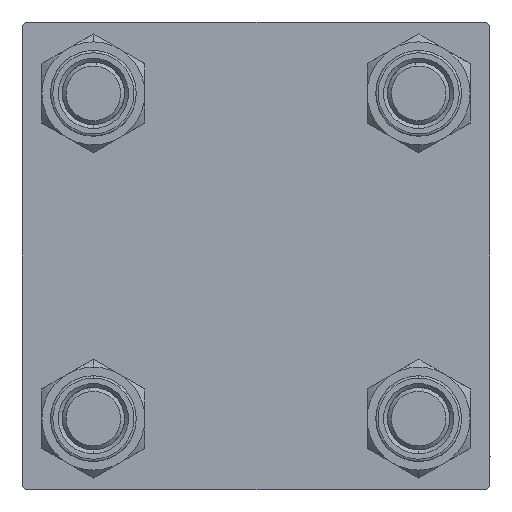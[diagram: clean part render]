
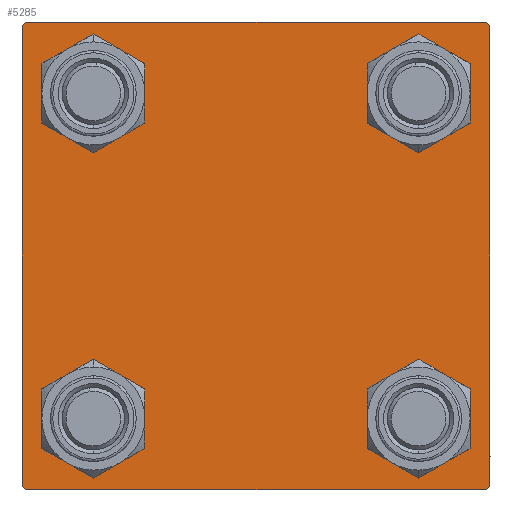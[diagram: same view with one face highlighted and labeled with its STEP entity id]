
A CAD part, left-side view. The second image highlights one B-rep face of the part: STEP entity #5285.
In plain terms, the highlighted planar face has unit normal (-1, 0, 0).
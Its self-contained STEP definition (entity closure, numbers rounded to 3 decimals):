
#713 = ORIENTED_EDGE ( 'NONE', *, *, #46329, .T. ) ;
#1022 = DIRECTION ( 'NONE',  ( 1., 0., 0. ) ) ;
#1447 = DIRECTION ( 'NONE',  ( 1., 0., 0. ) ) ;
#1811 = DIRECTION ( 'NONE',  ( 0., 0., 1. ) ) ;
#1882 = AXIS2_PLACEMENT_3D ( 'NONE', #37285, #22480, #30152 ) ;
#2881 = EDGE_CURVE ( 'NONE', #44803, #40456, #17244, .T. ) ;
#2962 = VERTEX_POINT ( 'NONE', #16752 ) ;
#3132 = CARTESIAN_POINT ( 'NONE',  ( 0., 20.85, -25.35 ) ) ;
#3690 = DIRECTION ( 'NONE',  ( 0., 0., 1. ) ) ;
#4381 = CARTESIAN_POINT ( 'NONE',  ( 0., -30., 30. ) ) ;
#4556 = CARTESIAN_POINT ( 'NONE',  ( 0., -20.85, 16.35 ) ) ;
#4918 = DIRECTION ( 'NONE',  ( 0., 0., 1. ) ) ;
#5285 = ADVANCED_FACE ( 'NONE', ( #17695, #41137, #14156, #33506, #29680 ), #45216, .T. ) ;
#5874 = DIRECTION ( 'NONE',  ( 1., 0., 0. ) ) ;
#6609 = ORIENTED_EDGE ( 'NONE', *, *, #2881, .T. ) ;
#6962 = DIRECTION ( 'NONE',  ( 0., 0., 1. ) ) ;
#7673 = VERTEX_POINT ( 'NONE', #37869 ) ;
#7998 = EDGE_CURVE ( 'NONE', #29565, #25680, #16354, .T. ) ;
#8157 = VECTOR ( 'NONE', #31559, 1000. ) ;
#8611 = DIRECTION ( 'NONE',  ( 0., 0., 1. ) ) ;
#9088 = VERTEX_POINT ( 'NONE', #29880 ) ;
#9188 = EDGE_CURVE ( 'NONE', #9088, #40456, #43347, .T. ) ;
#10044 = DIRECTION ( 'NONE',  ( 1., 0., 0. ) ) ;
#10662 = CARTESIAN_POINT ( 'NONE',  ( 0., -29.5, -30. ) ) ;
#10940 = VECTOR ( 'NONE', #38274, 1000. ) ;
#11051 = AXIS2_PLACEMENT_3D ( 'NONE', #13293, #5874, #1811 ) ;
#11228 = VERTEX_POINT ( 'NONE', #35872 ) ;
#11365 = CARTESIAN_POINT ( 'NONE',  ( 0., 30., 30. ) ) ;
#11605 = VERTEX_POINT ( 'NONE', #48537 ) ;
#11719 = VECTOR ( 'NONE', #41667, 1000. ) ;
#11723 = AXIS2_PLACEMENT_3D ( 'NONE', #16232, #1447, #8611 ) ;
#11836 = CARTESIAN_POINT ( 'NONE',  ( 0., -20.85, 20.85 ) ) ;
#12303 = AXIS2_PLACEMENT_3D ( 'NONE', #28687, #44973, #33026 ) ;
#12333 = DIRECTION ( 'NONE',  ( 0., -0.707, -0.707 ) ) ;
#13078 = EDGE_LOOP ( 'NONE', ( #35137, #30265, #23648, #6609, #32597, #22375, #15249, #40969 ) ) ;
#13293 = CARTESIAN_POINT ( 'NONE',  ( 0., 20.85, -20.85 ) ) ;
#13335 = CARTESIAN_POINT ( 'NONE',  ( 0., 30., -30. ) ) ;
#13445 = DIRECTION ( 'NONE',  ( 0., -0.707, 0.707 ) ) ;
#13985 = ORIENTED_EDGE ( 'NONE', *, *, #41682, .T. ) ;
#14156 = FACE_BOUND ( 'NONE', #36346, .T. ) ;
#14704 = VERTEX_POINT ( 'NONE', #3132 ) ;
#14736 = VERTEX_POINT ( 'NONE', #22989 ) ;
#15181 = EDGE_CURVE ( 'NONE', #2962, #14736, #42167, .T. ) ;
#15249 = ORIENTED_EDGE ( 'NONE', *, *, #19775, .F. ) ;
#15252 = CARTESIAN_POINT ( 'NONE',  ( 0., -29.75, 29.75 ) ) ;
#15475 = CARTESIAN_POINT ( 'NONE',  ( 0., -20.85, -25.35 ) ) ;
#16232 = CARTESIAN_POINT ( 'NONE',  ( 0., 20.85, -20.85 ) ) ;
#16354 = CIRCLE ( 'NONE', #22850, 4.5 ) ;
#16472 = DIRECTION ( 'NONE',  ( 0., 0., 1. ) ) ;
#16752 = CARTESIAN_POINT ( 'NONE',  ( 0., 30., 29.5 ) ) ;
#16951 = DIRECTION ( 'NONE',  ( -1., 0., 0. ) ) ;
#17244 = LINE ( 'NONE', #32552, #27557 ) ;
#17511 = ORIENTED_EDGE ( 'NONE', *, *, #20460, .T. ) ;
#17548 = DIRECTION ( 'NONE',  ( 0., 0., 1. ) ) ;
#17695 = FACE_BOUND ( 'NONE', #26317, .T. ) ;
#18665 = CARTESIAN_POINT ( 'NONE',  ( 0., 20.85, 20.85 ) ) ;
#18697 = CARTESIAN_POINT ( 'NONE',  ( 0., -30., -29.5 ) ) ;
#19623 = VECTOR ( 'NONE', #21547, 1000. ) ;
#19629 = VERTEX_POINT ( 'NONE', #48996 ) ;
#19775 = EDGE_CURVE ( 'NONE', #45717, #49449, #42849, .T. ) ;
#19953 = LINE ( 'NONE', #31702, #42624 ) ;
#20028 = CARTESIAN_POINT ( 'NONE',  ( 0., 20.85, 20.85 ) ) ;
#20414 = CIRCLE ( 'NONE', #12303, 4.5 ) ;
#20460 = EDGE_CURVE ( 'NONE', #33083, #7673, #44309, .T. ) ;
#21390 = CIRCLE ( 'NONE', #44179, 4.5 ) ;
#21547 = DIRECTION ( 'NONE',  ( 0., 0.707, -0.707 ) ) ;
#22375 = ORIENTED_EDGE ( 'NONE', *, *, #35584, .T. ) ;
#22462 = CARTESIAN_POINT ( 'NONE',  ( 0., 30., 30. ) ) ;
#22480 = DIRECTION ( 'NONE',  ( 1., 0., 0. ) ) ;
#22850 = AXIS2_PLACEMENT_3D ( 'NONE', #11836, #43652, #4918 ) ;
#22989 = CARTESIAN_POINT ( 'NONE',  ( 0., 30., -29.5 ) ) ;
#23230 = EDGE_CURVE ( 'NONE', #14704, #11605, #25642, .T. ) ;
#23395 = CARTESIAN_POINT ( 'NONE',  ( 0., -20.85, 25.35 ) ) ;
#23648 = ORIENTED_EDGE ( 'NONE', *, *, #28972, .T. ) ;
#23972 = DIRECTION ( 'NONE',  ( 0., 0., -1. ) ) ;
#24346 = ORIENTED_EDGE ( 'NONE', *, *, #49321, .T. ) ;
#25376 = LINE ( 'NONE', #36864, #19623 ) ;
#25642 = CIRCLE ( 'NONE', #11051, 4.5 ) ;
#25680 = VERTEX_POINT ( 'NONE', #4556 ) ;
#25878 = CARTESIAN_POINT ( 'NONE',  ( 0., 20.85, 25.35 ) ) ;
#26317 = EDGE_LOOP ( 'NONE', ( #28703, #33582 ) ) ;
#26826 = AXIS2_PLACEMENT_3D ( 'NONE', #41382, #16951, #3690 ) ;
#27071 = CIRCLE ( 'NONE', #40075, 4.5 ) ;
#27557 = VECTOR ( 'NONE', #13445, 1000. ) ;
#27765 = CARTESIAN_POINT ( 'NONE',  ( 0., -20.85, -20.85 ) ) ;
#28687 = CARTESIAN_POINT ( 'NONE',  ( 0., -20.85, 20.85 ) ) ;
#28703 = ORIENTED_EDGE ( 'NONE', *, *, #7998, .T. ) ;
#28972 = EDGE_CURVE ( 'NONE', #11228, #44803, #48229, .T. ) ;
#29565 = VERTEX_POINT ( 'NONE', #23395 ) ;
#29680 = FACE_OUTER_BOUND ( 'NONE', #13078, .T. ) ;
#29880 = CARTESIAN_POINT ( 'NONE',  ( 0., -30., 29.5 ) ) ;
#30152 = DIRECTION ( 'NONE',  ( 0., 0., 1. ) ) ;
#30265 = ORIENTED_EDGE ( 'NONE', *, *, #48601, .T. ) ;
#31559 = DIRECTION ( 'NONE',  ( 0., 0.707, 0.707 ) ) ;
#31702 = CARTESIAN_POINT ( 'NONE',  ( 0., 29.75, -29.75 ) ) ;
#32350 = VECTOR ( 'NONE', #40564, 1000. ) ;
#32552 = CARTESIAN_POINT ( 'NONE',  ( 0., -29.75, -29.75 ) ) ;
#32597 = ORIENTED_EDGE ( 'NONE', *, *, #9188, .F. ) ;
#32949 = AXIS2_PLACEMENT_3D ( 'NONE', #20028, #43735, #16472 ) ;
#33026 = DIRECTION ( 'NONE',  ( 0., 0., 1. ) ) ;
#33083 = VERTEX_POINT ( 'NONE', #25878 ) ;
#33506 = FACE_BOUND ( 'NONE', #42881, .T. ) ;
#33582 = ORIENTED_EDGE ( 'NONE', *, *, #37894, .T. ) ;
#34631 = LINE ( 'NONE', #15252, #8157 ) ;
#35137 = ORIENTED_EDGE ( 'NONE', *, *, #15181, .T. ) ;
#35584 = EDGE_CURVE ( 'NONE', #9088, #49449, #34631, .T. ) ;
#35872 = CARTESIAN_POINT ( 'NONE',  ( 0., 29.5, -30. ) ) ;
#36346 = EDGE_LOOP ( 'NONE', ( #24346, #48282 ) ) ;
#36864 = CARTESIAN_POINT ( 'NONE',  ( 0., 29.75, 29.75 ) ) ;
#37152 = CARTESIAN_POINT ( 'NONE',  ( 0., 29.5, 30. ) ) ;
#37285 = CARTESIAN_POINT ( 'NONE',  ( 0., -20.85, -20.85 ) ) ;
#37869 = CARTESIAN_POINT ( 'NONE',  ( 0., 20.85, 16.35 ) ) ;
#37894 = EDGE_CURVE ( 'NONE', #25680, #29565, #20414, .T. ) ;
#38274 = DIRECTION ( 'NONE',  ( 0., -1., 0. ) ) ;
#39369 = EDGE_CURVE ( 'NONE', #45717, #2962, #25376, .T. ) ;
#39382 = CIRCLE ( 'NONE', #11723, 4.5 ) ;
#40075 = AXIS2_PLACEMENT_3D ( 'NONE', #27765, #1022, #17548 ) ;
#40104 = CIRCLE ( 'NONE', #1882, 4.5 ) ;
#40456 = VERTEX_POINT ( 'NONE', #18697 ) ;
#40564 = DIRECTION ( 'NONE',  ( 0., -1., 0. ) ) ;
#40969 = ORIENTED_EDGE ( 'NONE', *, *, #39369, .T. ) ;
#41137 = FACE_BOUND ( 'NONE', #44776, .T. ) ;
#41382 = CARTESIAN_POINT ( 'NONE',  ( 0., 0., 0. ) ) ;
#41667 = DIRECTION ( 'NONE',  ( 0., 0., -1. ) ) ;
#41682 = EDGE_CURVE ( 'NONE', #19629, #44914, #27071, .T. ) ;
#42167 = LINE ( 'NONE', #11365, #11719 ) ;
#42624 = VECTOR ( 'NONE', #12333, 1000. ) ;
#42849 = LINE ( 'NONE', #22462, #10940 ) ;
#42881 = EDGE_LOOP ( 'NONE', ( #17511, #713 ) ) ;
#43347 = LINE ( 'NONE', #4381, #44860 ) ;
#43652 = DIRECTION ( 'NONE',  ( 1., 0., 0. ) ) ;
#43735 = DIRECTION ( 'NONE',  ( 1., 0., 0. ) ) ;
#44179 = AXIS2_PLACEMENT_3D ( 'NONE', #18665, #10044, #6962 ) ;
#44309 = CIRCLE ( 'NONE', #32949, 4.5 ) ;
#44350 = ORIENTED_EDGE ( 'NONE', *, *, #46305, .T. ) ;
#44776 = EDGE_LOOP ( 'NONE', ( #13985, #44350 ) ) ;
#44803 = VERTEX_POINT ( 'NONE', #10662 ) ;
#44860 = VECTOR ( 'NONE', #23972, 1000. ) ;
#44914 = VERTEX_POINT ( 'NONE', #15475 ) ;
#44973 = DIRECTION ( 'NONE',  ( 1., 0., 0. ) ) ;
#44989 = CARTESIAN_POINT ( 'NONE',  ( 0., -29.5, 30. ) ) ;
#45216 = PLANE ( 'NONE',  #26826 ) ;
#45717 = VERTEX_POINT ( 'NONE', #37152 ) ;
#46305 = EDGE_CURVE ( 'NONE', #44914, #19629, #40104, .T. ) ;
#46329 = EDGE_CURVE ( 'NONE', #7673, #33083, #21390, .T. ) ;
#48229 = LINE ( 'NONE', #13335, #32350 ) ;
#48282 = ORIENTED_EDGE ( 'NONE', *, *, #23230, .T. ) ;
#48537 = CARTESIAN_POINT ( 'NONE',  ( 0., 20.85, -16.35 ) ) ;
#48601 = EDGE_CURVE ( 'NONE', #14736, #11228, #19953, .T. ) ;
#48996 = CARTESIAN_POINT ( 'NONE',  ( 0., -20.85, -16.35 ) ) ;
#49321 = EDGE_CURVE ( 'NONE', #11605, #14704, #39382, .T. ) ;
#49449 = VERTEX_POINT ( 'NONE', #44989 ) ;
